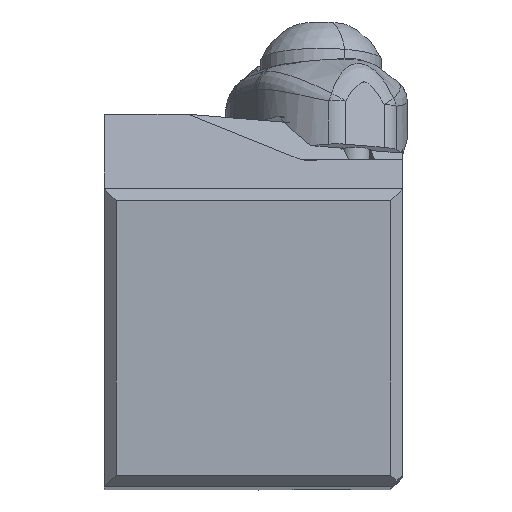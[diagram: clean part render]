
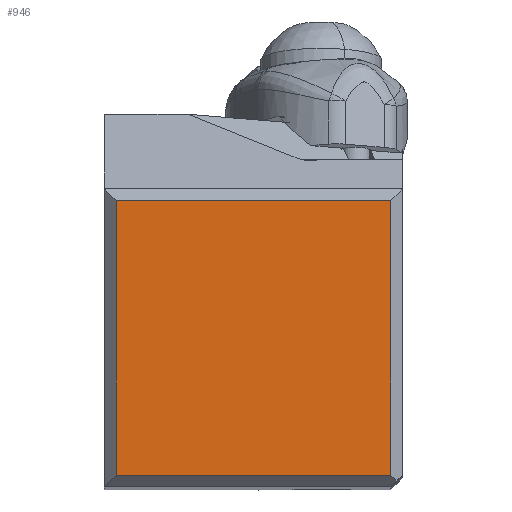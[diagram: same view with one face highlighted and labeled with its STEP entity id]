
A CAD part, top view. The second image highlights one B-rep face of the part: STEP entity #946.
In plain terms, the highlighted planar face has unit normal (0, 0, 1).
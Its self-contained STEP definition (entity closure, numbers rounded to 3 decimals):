
#709=FACE_OUTER_BOUND('',#1305,.T.);
#946=ADVANCED_FACE('',(#709),#1188,.T.);
#1188=PLANE('',#4657);
#1305=EDGE_LOOP('',(#1695,#1696,#1697,#1698));
#1695=ORIENTED_EDGE('',*,*,#3432,.T.);
#1696=ORIENTED_EDGE('',*,*,#3433,.F.);
#1697=ORIENTED_EDGE('',*,*,#3427,.F.);
#1698=ORIENTED_EDGE('',*,*,#3431,.F.);
#2957=VERTEX_POINT('',#6443);
#2958=VERTEX_POINT('',#6444);
#2959=VERTEX_POINT('',#6449);
#2960=VERTEX_POINT('',#6453);
#3427=EDGE_CURVE('',#2957,#2958,#4073,.T.);
#3431=EDGE_CURVE('',#2959,#2957,#4077,.T.);
#3432=EDGE_CURVE('',#2959,#2960,#4078,.T.);
#3433=EDGE_CURVE('',#2958,#2960,#4079,.T.);
#4073=LINE('',#6442,#4294);
#4077=LINE('',#6450,#4298);
#4078=LINE('',#6452,#4299);
#4079=LINE('',#6454,#4300);
#4294=VECTOR('',#5262,1.);
#4298=VECTOR('',#5268,1.);
#4299=VECTOR('',#5271,1.);
#4300=VECTOR('',#5272,1.);
#4657=AXIS2_PLACEMENT_3D('',#6455,#5273,#5274);
#5262=DIRECTION('',(-1.,0.,0.));
#5268=DIRECTION('',(0.,-1.,0.));
#5271=DIRECTION('',(-1.,0.,0.));
#5272=DIRECTION('',(0.,1.,0.));
#5273=DIRECTION('',(0.,0.,1.));
#5274=DIRECTION('',(1.,0.,0.));
#6442=CARTESIAN_POINT('',(-1.,1.,0.));
#6443=CARTESIAN_POINT('',(-1.,1.,0.));
#6444=CARTESIAN_POINT('',(-24.4,1.,0.));
#6449=CARTESIAN_POINT('',(-1.,24.4,0.));
#6450=CARTESIAN_POINT('',(-1.,24.4,0.));
#6452=CARTESIAN_POINT('',(-1.,24.4,0.));
#6453=CARTESIAN_POINT('',(-24.4,24.4,0.));
#6454=CARTESIAN_POINT('',(-24.4,1.,0.));
#6455=CARTESIAN_POINT('',(-12.7,12.7,0.));
